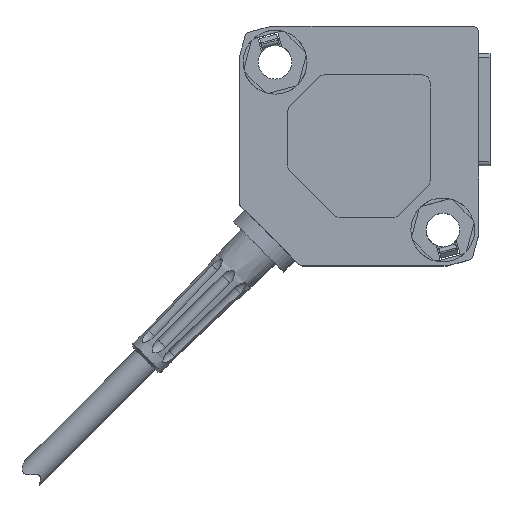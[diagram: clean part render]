
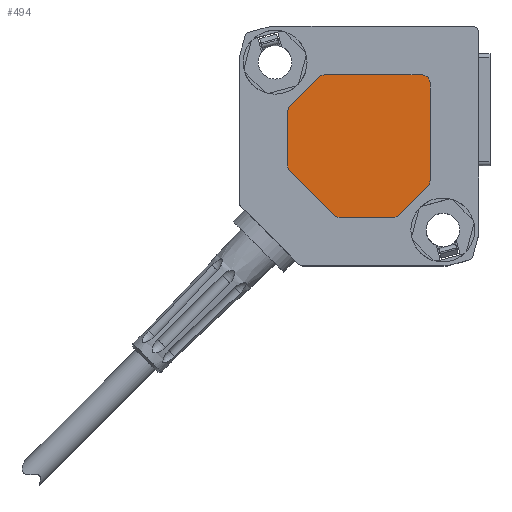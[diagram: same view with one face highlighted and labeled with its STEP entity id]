
A CAD part, top view. The second image highlights one B-rep face of the part: STEP entity #494.
In plain terms, the highlighted planar face has unit normal (0, 0, 1).
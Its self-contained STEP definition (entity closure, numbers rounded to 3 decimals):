
#10 = AXIS2_PLACEMENT_3D ( 'NONE', #3313, #6237, #5822 ) ;
#32 = DIRECTION ( 'NONE',  ( 0.707, 0.707, 0. ) ) ;
#123 = CARTESIAN_POINT ( 'NONE',  ( 23.9, 22.9, 7.25 ) ) ;
#183 = ORIENTED_EDGE ( 'NONE', *, *, #4864, .T. ) ;
#192 = DIRECTION ( 'NONE',  ( 0., 0., 1. ) ) ;
#218 = VECTOR ( 'NONE', #2082, 1000. ) ;
#241 = DIRECTION ( 'NONE',  ( 1., 0., 0. ) ) ;
#471 = CARTESIAN_POINT ( 'NONE',  ( 12.514, 6.1, 7.25 ) ) ;
#494 = ADVANCED_FACE ( 'NONE', ( #5516 ), #5036, .T. ) ;
#515 = LINE ( 'NONE', #5864, #5324 ) ;
#526 = ORIENTED_EDGE ( 'NONE', *, *, #652, .T. ) ;
#555 = VERTEX_POINT ( 'NONE', #3744 ) ;
#609 = DIRECTION ( 'NONE',  ( 0., 0., 1. ) ) ;
#652 = EDGE_CURVE ( 'NONE', #4597, #1722, #1386, .T. ) ;
#758 = CARTESIAN_POINT ( 'NONE',  ( 22.9, 23.9, 7.25 ) ) ;
#786 = AXIS2_PLACEMENT_3D ( 'NONE', #4608, #6077, #241 ) ;
#792 = DIRECTION ( 'NONE',  ( 0., 0., 1. ) ) ;
#836 = ORIENTED_EDGE ( 'NONE', *, *, #4843, .T. ) ;
#967 = CARTESIAN_POINT ( 'NONE',  ( 6.393, 20.04, 7.25 ) ) ;
#1157 = ORIENTED_EDGE ( 'NONE', *, *, #2555, .T. ) ;
#1240 = EDGE_CURVE ( 'NONE', #1282, #4022, #1598, .T. ) ;
#1253 = CARTESIAN_POINT ( 'NONE',  ( 12.514, 6.1, 7.25 ) ) ;
#1282 = VERTEX_POINT ( 'NONE', #3178 ) ;
#1386 = CIRCLE ( 'NONE', #3847, 1. ) ;
#1422 = CARTESIAN_POINT ( 'NONE',  ( 9.96, 23.607, 7.25 ) ) ;
#1435 = DIRECTION ( 'NONE',  ( 1., 0., 0. ) ) ;
#1588 = LINE ( 'NONE', #2004, #2746 ) ;
#1598 = CIRCLE ( 'NONE', #786, 1. ) ;
#1613 = DIRECTION ( 'NONE',  ( 1., 0., 0. ) ) ;
#1722 = VERTEX_POINT ( 'NONE', #1253 ) ;
#1804 = CARTESIAN_POINT ( 'NONE',  ( 6.393, 11.807, 7.25 ) ) ;
#1995 = AXIS2_PLACEMENT_3D ( 'NONE', #5644, #192, #6091 ) ;
#2004 = CARTESIAN_POINT ( 'NONE',  ( 23.9, 10.667, 7.25 ) ) ;
#2018 = DIRECTION ( 'NONE',  ( 0., 0., 1. ) ) ;
#2049 = AXIS2_PLACEMENT_3D ( 'NONE', #2123, #5985, #1613 ) ;
#2082 = DIRECTION ( 'NONE',  ( 0., -1., 0. ) ) ;
#2123 = CARTESIAN_POINT ( 'NONE',  ( 22.9, 22.9, 7.25 ) ) ;
#2145 = LINE ( 'NONE', #4099, #4500 ) ;
#2191 = ORIENTED_EDGE ( 'NONE', *, *, #2562, .T. ) ;
#2424 = CARTESIAN_POINT ( 'NONE',  ( 10.667, 22.9, 7.25 ) ) ;
#2484 = DIRECTION ( 'NONE',  ( -0.707, -0.707, 0. ) ) ;
#2555 = EDGE_CURVE ( 'NONE', #1722, #5323, #2802, .T. ) ;
#2562 = EDGE_CURVE ( 'NONE', #3431, #3006, #5096, .T. ) ;
#2593 = ORIENTED_EDGE ( 'NONE', *, *, #4253, .T. ) ;
#2627 = ORIENTED_EDGE ( 'NONE', *, *, #1240, .T. ) ;
#2691 = LINE ( 'NONE', #3688, #218 ) ;
#2746 = VECTOR ( 'NONE', #3962, 1000. ) ;
#2762 = VECTOR ( 'NONE', #4328, 1000. ) ;
#2773 = CIRCLE ( 'NONE', #2049, 1. ) ;
#2787 = CIRCLE ( 'NONE', #4815, 1. ) ;
#2791 = VECTOR ( 'NONE', #6082, 1000. ) ;
#2802 = LINE ( 'NONE', #471, #2762 ) ;
#2875 = CARTESIAN_POINT ( 'NONE',  ( 22.9, 10.667, 7.25 ) ) ;
#2920 = ORIENTED_EDGE ( 'NONE', *, *, #5011, .T. ) ;
#2937 = LINE ( 'NONE', #3000, #5827 ) ;
#2998 = CIRCLE ( 'NONE', #6251, 1. ) ;
#3000 = CARTESIAN_POINT ( 'NONE',  ( 9.96, 23.607, 7.25 ) ) ;
#3006 = VERTEX_POINT ( 'NONE', #3433 ) ;
#3025 = EDGE_LOOP ( 'NONE', ( #5539, #2627, #2593, #526, #1157, #6092, #836, #4638, #5868, #4538, #2920, #183, #5745, #2191 ) ) ;
#3092 = VERTEX_POINT ( 'NONE', #1422 ) ;
#3178 = CARTESIAN_POINT ( 'NONE',  ( 6.1, 12.514, 7.25 ) ) ;
#3306 = VERTEX_POINT ( 'NONE', #3784 ) ;
#3313 = CARTESIAN_POINT ( 'NONE',  ( 7.1, 19.333, 7.25 ) ) ;
#3431 = VERTEX_POINT ( 'NONE', #967 ) ;
#3433 = CARTESIAN_POINT ( 'NONE',  ( 6.1, 19.333, 7.25 ) ) ;
#3491 = VERTEX_POINT ( 'NONE', #5331 ) ;
#3502 = CIRCLE ( 'NONE', #4720, 1. ) ;
#3688 = CARTESIAN_POINT ( 'NONE',  ( 6.1, 19.333, 7.25 ) ) ;
#3744 = CARTESIAN_POINT ( 'NONE',  ( 23.9, 10.667, 7.25 ) ) ;
#3778 = VERTEX_POINT ( 'NONE', #123 ) ;
#3784 = CARTESIAN_POINT ( 'NONE',  ( 20.04, 6.393, 7.25 ) ) ;
#3786 = EDGE_CURVE ( 'NONE', #3092, #3431, #2937, .T. ) ;
#3802 = VERTEX_POINT ( 'NONE', #4994 ) ;
#3820 = DIRECTION ( 'NONE',  ( 0.707, -0.707, 0. ) ) ;
#3847 = AXIS2_PLACEMENT_3D ( 'NONE', #4033, #2018, #5456 ) ;
#3888 = EDGE_CURVE ( 'NONE', #3778, #6008, #2773, .T. ) ;
#3930 = DIRECTION ( 'NONE',  ( 1., 0., 0. ) ) ;
#3962 = DIRECTION ( 'NONE',  ( 0., 1., 0. ) ) ;
#4022 = VERTEX_POINT ( 'NONE', #1804 ) ;
#4033 = CARTESIAN_POINT ( 'NONE',  ( 12.514, 7.1, 7.25 ) ) ;
#4068 = CARTESIAN_POINT ( 'NONE',  ( 19.333, 6.1, 7.25 ) ) ;
#4099 = CARTESIAN_POINT ( 'NONE',  ( 6.393, 11.807, 7.25 ) ) ;
#4187 = EDGE_CURVE ( 'NONE', #3006, #1282, #2691, .T. ) ;
#4253 = EDGE_CURVE ( 'NONE', #4022, #4597, #2145, .T. ) ;
#4328 = DIRECTION ( 'NONE',  ( 1., 0., 0. ) ) ;
#4500 = VECTOR ( 'NONE', #3820, 1000. ) ;
#4538 = ORIENTED_EDGE ( 'NONE', *, *, #3888, .T. ) ;
#4597 = VERTEX_POINT ( 'NONE', #5609 ) ;
#4608 = CARTESIAN_POINT ( 'NONE',  ( 7.1, 12.514, 7.25 ) ) ;
#4638 = ORIENTED_EDGE ( 'NONE', *, *, #4724, .T. ) ;
#4709 = DIRECTION ( 'NONE',  ( 1., 0., 0. ) ) ;
#4720 = AXIS2_PLACEMENT_3D ( 'NONE', #6142, #792, #4709 ) ;
#4724 = EDGE_CURVE ( 'NONE', #3491, #555, #2787, .T. ) ;
#4811 = DIRECTION ( 'NONE',  ( 0., 0., 1. ) ) ;
#4815 = AXIS2_PLACEMENT_3D ( 'NONE', #2875, #4811, #1435 ) ;
#4843 = EDGE_CURVE ( 'NONE', #3306, #3491, #515, .T. ) ;
#4864 = EDGE_CURVE ( 'NONE', #3802, #3092, #2998, .T. ) ;
#4994 = CARTESIAN_POINT ( 'NONE',  ( 10.667, 23.9, 7.25 ) ) ;
#5011 = EDGE_CURVE ( 'NONE', #6008, #3802, #5599, .T. ) ;
#5036 = PLANE ( 'NONE',  #1995 ) ;
#5058 = CARTESIAN_POINT ( 'NONE',  ( 22.9, 23.9, 7.25 ) ) ;
#5096 = CIRCLE ( 'NONE', #10, 1. ) ;
#5168 = EDGE_CURVE ( 'NONE', #5323, #3306, #3502, .T. ) ;
#5323 = VERTEX_POINT ( 'NONE', #4068 ) ;
#5324 = VECTOR ( 'NONE', #32, 1000. ) ;
#5331 = CARTESIAN_POINT ( 'NONE',  ( 23.607, 9.96, 7.25 ) ) ;
#5456 = DIRECTION ( 'NONE',  ( 1., 0., 0. ) ) ;
#5516 = FACE_OUTER_BOUND ( 'NONE', #3025, .T. ) ;
#5539 = ORIENTED_EDGE ( 'NONE', *, *, #4187, .T. ) ;
#5599 = LINE ( 'NONE', #5058, #2791 ) ;
#5609 = CARTESIAN_POINT ( 'NONE',  ( 11.807, 6.393, 7.25 ) ) ;
#5644 = CARTESIAN_POINT ( 'NONE',  ( 7.1, 12.514, 7.25 ) ) ;
#5745 = ORIENTED_EDGE ( 'NONE', *, *, #3786, .T. ) ;
#5822 = DIRECTION ( 'NONE',  ( 1., 0., 0. ) ) ;
#5827 = VECTOR ( 'NONE', #2484, 1000. ) ;
#5864 = CARTESIAN_POINT ( 'NONE',  ( 20.04, 6.393, 7.25 ) ) ;
#5868 = ORIENTED_EDGE ( 'NONE', *, *, #5954, .T. ) ;
#5954 = EDGE_CURVE ( 'NONE', #555, #3778, #1588, .T. ) ;
#5985 = DIRECTION ( 'NONE',  ( 0., 0., 1. ) ) ;
#6008 = VERTEX_POINT ( 'NONE', #758 ) ;
#6077 = DIRECTION ( 'NONE',  ( 0., 0., 1. ) ) ;
#6082 = DIRECTION ( 'NONE',  ( -1., 0., 0. ) ) ;
#6091 = DIRECTION ( 'NONE',  ( 1., 0., 0. ) ) ;
#6092 = ORIENTED_EDGE ( 'NONE', *, *, #5168, .T. ) ;
#6142 = CARTESIAN_POINT ( 'NONE',  ( 19.333, 7.1, 7.25 ) ) ;
#6237 = DIRECTION ( 'NONE',  ( 0., 0., 1. ) ) ;
#6251 = AXIS2_PLACEMENT_3D ( 'NONE', #2424, #609, #3930 ) ;
